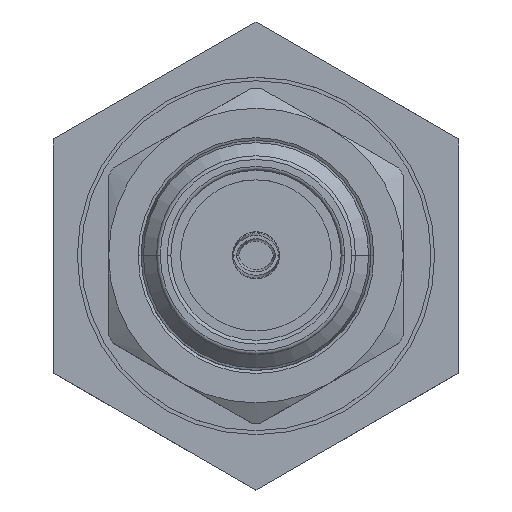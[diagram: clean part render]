
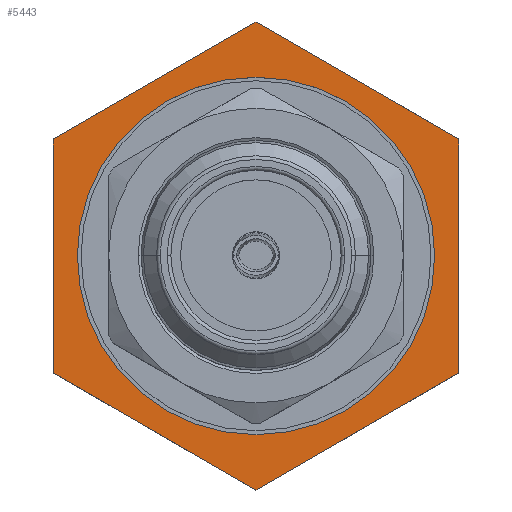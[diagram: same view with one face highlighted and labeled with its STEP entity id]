
A CAD part, top view. The second image highlights one B-rep face of the part: STEP entity #5443.
In plain terms, the highlighted planar face has unit normal (0, 0, 1).
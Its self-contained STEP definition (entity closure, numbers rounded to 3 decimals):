
#6 = ORIENTED_EDGE ( 'NONE', *, *, #5735, .F. ) ;
#100 = DIRECTION ( 'NONE',  ( 1., 0., 0. ) ) ;
#306 = CARTESIAN_POINT ( 'NONE',  ( 4.85, 0., -11. ) ) ;
#523 = LINE ( 'NONE', #6593, #4049 ) ;
#611 = CARTESIAN_POINT ( 'NONE',  ( -5.5, -3.175, -11. ) ) ;
#679 = EDGE_CURVE ( 'NONE', #8450, #6565, #3184, .T. ) ;
#710 = CARTESIAN_POINT ( 'NONE',  ( 0., 4.85, -11. ) ) ;
#811 = DIRECTION ( 'NONE',  ( 0., 0., 1. ) ) ;
#832 = CIRCLE ( 'NONE', #7046, 4.85 ) ;
#1010 = ORIENTED_EDGE ( 'NONE', *, *, #1693, .F. ) ;
#1306 = ORIENTED_EDGE ( 'NONE', *, *, #5779, .F. ) ;
#1390 = DIRECTION ( 'NONE',  ( -1., 0., 0. ) ) ;
#1409 = VECTOR ( 'NONE', #7904, 1000. ) ;
#1459 = VECTOR ( 'NONE', #1713, 1000. ) ;
#1655 = ORIENTED_EDGE ( 'NONE', *, *, #7206, .F. ) ;
#1693 = EDGE_CURVE ( 'NONE', #4824, #8098, #6719, .T. ) ;
#1713 = DIRECTION ( 'NONE',  ( 0.866, -0.5, 0. ) ) ;
#1988 = ORIENTED_EDGE ( 'NONE', *, *, #679, .F. ) ;
#2282 = EDGE_CURVE ( 'NONE', #8098, #3271, #523, .T. ) ;
#2437 = ORIENTED_EDGE ( 'NONE', *, *, #4191, .F. ) ;
#2786 = DIRECTION ( 'NONE',  ( -0.866, -0.5, 0. ) ) ;
#2820 = CARTESIAN_POINT ( 'NONE',  ( 4.85, -3.551, -11. ) ) ;
#2913 = VECTOR ( 'NONE', #7512, 1000. ) ;
#3064 = EDGE_LOOP ( 'NONE', ( #6, #1306 ) ) ;
#3078 = VERTEX_POINT ( 'NONE', #306 ) ;
#3138 = CARTESIAN_POINT ( 'NONE',  ( 0., 0., -11. ) ) ;
#3184 = LINE ( 'NONE', #8475, #1409 ) ;
#3271 = VERTEX_POINT ( 'NONE', #3292 ) ;
#3292 = CARTESIAN_POINT ( 'NONE',  ( 5.5, -3.175, -11. ) ) ;
#3626 = EDGE_CURVE ( 'NONE', #3271, #8450, #5190, .T. ) ;
#3644 = DIRECTION ( 'NONE',  ( 0., 1., 0. ) ) ;
#4049 = VECTOR ( 'NONE', #7869, 1000. ) ;
#4109 = EDGE_LOOP ( 'NONE', ( #1010, #2437, #1655, #1988, #6265, #4133 ) ) ;
#4133 = ORIENTED_EDGE ( 'NONE', *, *, #2282, .F. ) ;
#4191 = EDGE_CURVE ( 'NONE', #4360, #4824, #8167, .T. ) ;
#4360 = VERTEX_POINT ( 'NONE', #8460 ) ;
#4626 = VERTEX_POINT ( 'NONE', #7331 ) ;
#4778 = CARTESIAN_POINT ( 'NONE',  ( 0., 0., -11. ) ) ;
#4824 = VERTEX_POINT ( 'NONE', #5129 ) ;
#4877 = CARTESIAN_POINT ( 'NONE',  ( -0.65, 5.976, -11. ) ) ;
#4987 = VECTOR ( 'NONE', #3644, 1000. ) ;
#5099 = FACE_BOUND ( 'NONE', #3064, .T. ) ;
#5129 = CARTESIAN_POINT ( 'NONE',  ( 0., 6.351, -11. ) ) ;
#5190 = LINE ( 'NONE', #2820, #6710 ) ;
#5207 = LINE ( 'NONE', #7582, #4987 ) ;
#5348 = DIRECTION ( 'NONE',  ( 0., 0., -1. ) ) ;
#5440 = DIRECTION ( 'NONE',  ( 1., 0., 0. ) ) ;
#5443 = ADVANCED_FACE ( 'NONE', ( #5099, #6636 ), #6639, .F. ) ;
#5601 = AXIS2_PLACEMENT_3D ( 'NONE', #710, #5348, #1390 ) ;
#5735 = EDGE_CURVE ( 'NONE', #3078, #4626, #832, .T. ) ;
#5779 = EDGE_CURVE ( 'NONE', #4626, #3078, #7649, .T. ) ;
#6265 = ORIENTED_EDGE ( 'NONE', *, *, #3626, .F. ) ;
#6565 = VERTEX_POINT ( 'NONE', #611 ) ;
#6593 = CARTESIAN_POINT ( 'NONE',  ( 5.5, 4.85, -11. ) ) ;
#6636 = FACE_OUTER_BOUND ( 'NONE', #4109, .T. ) ;
#6639 = PLANE ( 'NONE',  #5601 ) ;
#6710 = VECTOR ( 'NONE', #2786, 1000. ) ;
#6719 = LINE ( 'NONE', #6982, #1459 ) ;
#6982 = CARTESIAN_POINT ( 'NONE',  ( 0.65, 5.976, -11. ) ) ;
#7046 = AXIS2_PLACEMENT_3D ( 'NONE', #3138, #7722, #100 ) ;
#7206 = EDGE_CURVE ( 'NONE', #6565, #4360, #5207, .T. ) ;
#7331 = CARTESIAN_POINT ( 'NONE',  ( -4.85, 0., -11. ) ) ;
#7512 = DIRECTION ( 'NONE',  ( 0.866, 0.5, 0. ) ) ;
#7528 = CARTESIAN_POINT ( 'NONE',  ( 0., -6.351, -11. ) ) ;
#7582 = CARTESIAN_POINT ( 'NONE',  ( -5.5, 4.85, -11. ) ) ;
#7628 = CARTESIAN_POINT ( 'NONE',  ( 5.5, 3.175, -11. ) ) ;
#7649 = CIRCLE ( 'NONE', #7932, 4.85 ) ;
#7722 = DIRECTION ( 'NONE',  ( 0., 0., 1. ) ) ;
#7869 = DIRECTION ( 'NONE',  ( 0., -1., 0. ) ) ;
#7904 = DIRECTION ( 'NONE',  ( -0.866, 0.5, 0. ) ) ;
#7932 = AXIS2_PLACEMENT_3D ( 'NONE', #4778, #811, #5440 ) ;
#8098 = VERTEX_POINT ( 'NONE', #7628 ) ;
#8167 = LINE ( 'NONE', #4877, #2913 ) ;
#8450 = VERTEX_POINT ( 'NONE', #7528 ) ;
#8460 = CARTESIAN_POINT ( 'NONE',  ( -5.5, 3.175, -11. ) ) ;
#8475 = CARTESIAN_POINT ( 'NONE',  ( -4.85, -3.551, -11. ) ) ;
